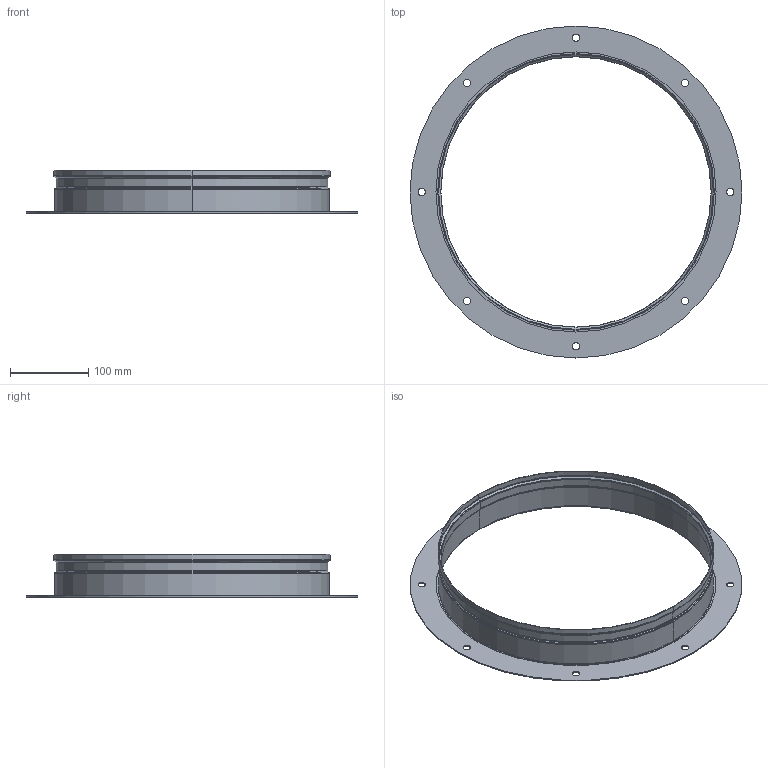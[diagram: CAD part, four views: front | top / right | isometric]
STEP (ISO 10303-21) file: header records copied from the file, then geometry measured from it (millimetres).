
FILE_DESCRIPTION (( 'STEP AP203' ), '1' );
FILE_NAME ('5BO8361_Round inlet adapter for AL355.STEP', '2022-02-21T13:11:46', ( '' ), ( '' ), 'SwSTEP 2.0', 'SolidWorks 2018', '' );
FILE_SCHEMA (( 'CONFIG_CONTROL_DESIGN' ));
Length unit declared in the file: millimetre
Products named in the file (3): 5BO8361_Round inlet adapter for AL355; H764; 5TR0016 - Tronchetto aspirante D.350
Assembly tree (2 placements, depth 2):
  5BO8361_Round inlet adapter for AL355
    H764
    5TR0016 - Tronchetto aspirante D.350
Bounding box: 425 x 425 x 55.8 mm (x, y, z)
Volume: 119232.6 mm3; surface area: 233426.4 mm2
Topology: 2 solids, 2 shells, 67 faces, 150 edges, 88 vertices
Faces by surface type: cylinder 30, torus 20, cone 12, plane 5
Entity records: 2229 total; most frequent: DIRECTION 402, CARTESIAN_POINT 310, ORIENTED_EDGE 300, AXIS2_PLACEMENT_3D 180, EDGE_CURVE 150, CIRCLE 108, EDGE_LOOP 88, VERTEX_POINT 88
